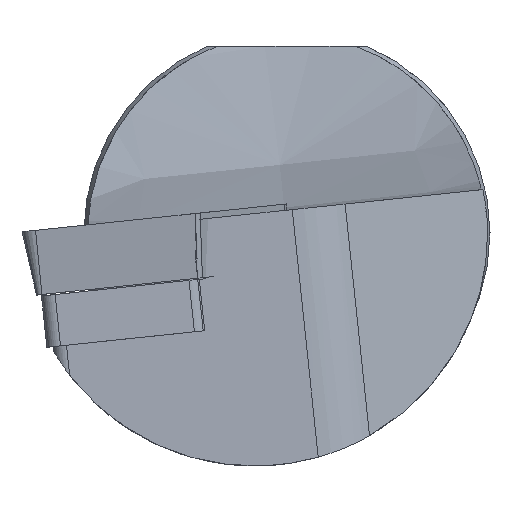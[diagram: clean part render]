
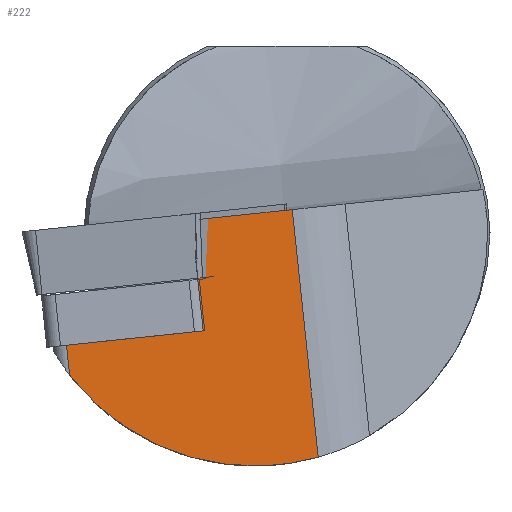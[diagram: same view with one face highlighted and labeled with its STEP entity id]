
A CAD part, left-side view. The second image highlights one B-rep face of the part: STEP entity #222.
In plain terms, the highlighted planar face has unit normal (-0.999, -0.052, 0.005).
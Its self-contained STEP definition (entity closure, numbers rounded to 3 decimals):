
#167=ELLIPSE('',#997,14.369,14.35);
#222=ADVANCED_FACE('',(#296),#266,.F.);
#266=PLANE('',#998);
#296=FACE_OUTER_BOUND('',#343,.T.);
#343=EDGE_LOOP('',(#460,#461,#462,#463,#464,#465,#466,#467));
#460=ORIENTED_EDGE('',*,*,#733,.F.);
#461=ORIENTED_EDGE('',*,*,#763,.F.);
#462=ORIENTED_EDGE('',*,*,#764,.F.);
#463=ORIENTED_EDGE('',*,*,#765,.T.);
#464=ORIENTED_EDGE('',*,*,#766,.T.);
#465=ORIENTED_EDGE('',*,*,#743,.F.);
#466=ORIENTED_EDGE('',*,*,#767,.F.);
#467=ORIENTED_EDGE('',*,*,#761,.T.);
#642=VERTEX_POINT('',#1341);
#644=VERTEX_POINT('',#1344);
#653=VERTEX_POINT('',#1365);
#654=VERTEX_POINT('',#1367);
#668=VERTEX_POINT('',#1406);
#669=VERTEX_POINT('',#1410);
#670=VERTEX_POINT('',#1412);
#671=VERTEX_POINT('',#1414);
#733=EDGE_CURVE('',#642,#644,#849,.T.);
#743=EDGE_CURVE('',#653,#654,#856,.T.);
#761=EDGE_CURVE('',#668,#644,#870,.T.);
#763=EDGE_CURVE('',#669,#642,#872,.T.);
#764=EDGE_CURVE('',#670,#669,#873,.T.);
#765=EDGE_CURVE('',#670,#671,#167,.T.);
#766=EDGE_CURVE('',#671,#654,#874,.T.);
#767=EDGE_CURVE('',#668,#653,#875,.T.);
#849=LINE('',#1343,#915);
#856=LINE('',#1366,#922);
#870=LINE('',#1405,#936);
#872=LINE('',#1409,#938);
#873=LINE('',#1411,#939);
#874=LINE('',#1415,#940);
#875=LINE('',#1416,#941);
#915=VECTOR('',#1107,1.);
#922=VECTOR('',#1126,1.);
#936=VECTOR('',#1150,1.);
#938=VECTOR('',#1154,1.);
#939=VECTOR('',#1155,1.);
#940=VECTOR('',#1158,1.);
#941=VECTOR('',#1159,1.);
#997=AXIS2_PLACEMENT_3D('',#1413,#1156,#1157);
#998=AXIS2_PLACEMENT_3D('',#1417,#1160,#1161);
#1107=DIRECTION('',(0.052,-0.993,0.104));
#1126=DIRECTION('',(0.052,-0.993,0.104));
#1150=DIRECTION('',(0.,-0.105,-0.995));
#1154=DIRECTION('',(0.052,-0.993,0.104));
#1155=DIRECTION('',(0.,0.105,0.995));
#1156=DIRECTION('',(-0.999,-0.052,0.005));
#1157=DIRECTION('',(0.052,-0.993,0.104));
#1158=DIRECTION('',(0.,0.105,0.995));
#1159=DIRECTION('',(0.008,-0.044,0.999));
#1160=DIRECTION('',(0.999,0.052,-0.005));
#1161=DIRECTION('',(0.052,-0.999,0.));
#1341=CARTESIAN_POINT('',(1.531,5.183,-6.031));
#1343=CARTESIAN_POINT('',(1.091,13.572,-6.913));
#1344=CARTESIAN_POINT('',(1.532,5.156,-6.028));
#1365=CARTESIAN_POINT('',(1.551,5.514,0.822));
#1366=CARTESIAN_POINT('',(1.091,14.288,-0.1));
#1367=CARTESIAN_POINT('',(1.857,-0.326,1.436));
#1405=CARTESIAN_POINT('',(1.532,8.292,23.807));
#1406=CARTESIAN_POINT('',(1.532,5.621,-1.603));
#1409=CARTESIAN_POINT('',(1.091,13.572,-6.913));
#1410=CARTESIAN_POINT('',(1.091,13.572,-6.913));
#1411=CARTESIAN_POINT('',(1.091,11.183,-29.638));
#1412=CARTESIAN_POINT('',(1.091,13.379,-8.743));
#1413=CARTESIAN_POINT('',(1.729,2.,0.));
#1414=CARTESIAN_POINT('',(1.857,-1.927,-13.802));
#1415=CARTESIAN_POINT('',(1.857,-3.43,-28.102));
#1416=CARTESIAN_POINT('',(1.314,6.86,-29.829));
#1417=CARTESIAN_POINT('',(1.091,11.183,-29.638));
